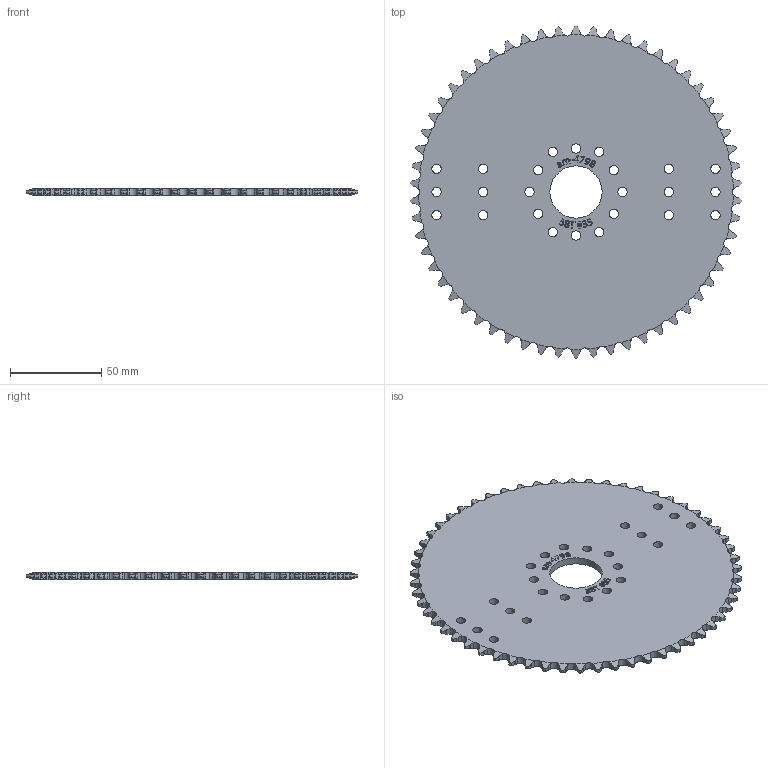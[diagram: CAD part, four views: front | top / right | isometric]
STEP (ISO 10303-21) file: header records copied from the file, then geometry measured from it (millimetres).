
FILE_DESCRIPTION (( 'STEP AP203' ), '1' );
FILE_NAME ('am-4798 58T 35 Chain 1125in Plate.STEP', '2022-08-02T13:34:00', ( '' ), ( '' ), 'SwSTEP 2.0', 'SolidWorks 2022', '' );
FILE_SCHEMA (( 'CONFIG_CONTROL_DESIGN' ));
Length unit declared in the file: metre
Products named in the file (1): am-4798 58T 35 Chain 1125in Plate
Bounding box: 181.24 x 181.46 x 3.99 mm (x, y, z)
Volume: 90713 mm3; surface area: 50632.1 mm2
Topology: 1 solids, 1 shells, 908 faces, 2655 edges, 1770 vertices
Faces by surface type: cylinder 431, plane 258, cone 116, bspline 103
Entity records: 36202 total; most frequent: CARTESIAN_POINT 14101, ORIENTED_EDGE 5310, DIRECTION 3567, EDGE_CURVE 2655, VERTEX_POINT 1770, AXIS2_PLACEMENT_3D 1280, B_SPLINE_CURVE_WITH_KNOTS 1174, LINE 1007
